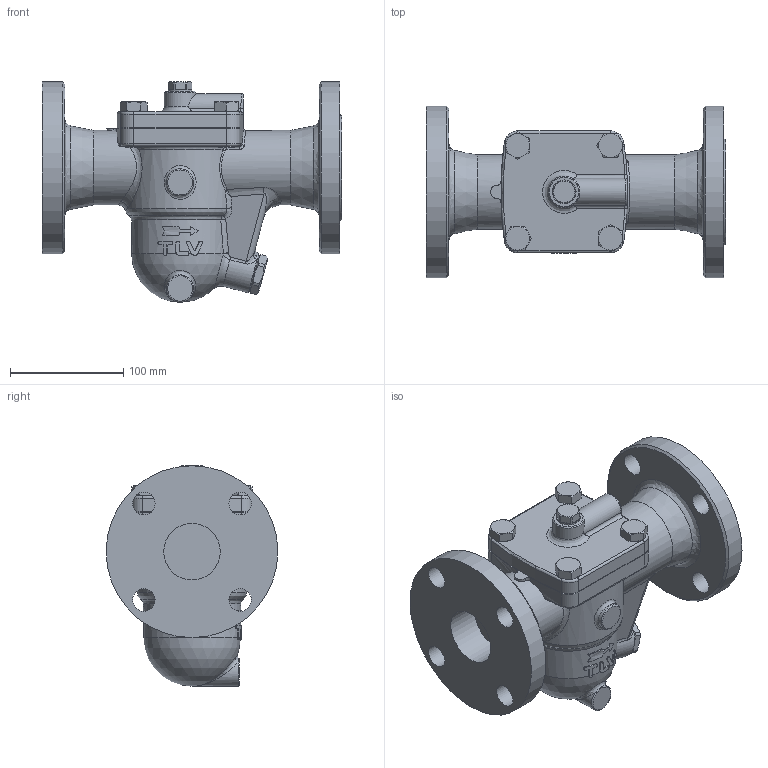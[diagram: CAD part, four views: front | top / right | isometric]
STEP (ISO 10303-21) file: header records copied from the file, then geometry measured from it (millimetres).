
FILE_DESCRIPTION((''),'2;1');
FILE_NAME('j5x00-050-a0150-00.stp','2010-10-01T09:32:09',('nakaot'),(''),'Autodesk Inventor 2008','Autodesk Inventor 2008','');
FILE_SCHEMA(('AUTOMOTIVE_DESIGN { 1 0 10303 214 1 1 1 1 }'));
Length unit declared in the file: millimetre
Products named in the file (1): j5x00-050-a0150-00
Bounding box: 265 x 152 x 195 mm (x, y, z)
Volume: 2327200.4 mm3; surface area: 212185.6 mm2
Topology: 1 solids, 1 shells, 332 faces, 821 edges, 502 vertices
Faces by surface type: plane 96, bspline 88, cylinder 68, cone 62, torus 17, sphere 1
Full cylindrical faces by diameter (mm): 14 x8, 20 x4, 21 x1, 24 x1, 28 x1, 50 x1, 66 x2, 77 x1, 152 x1
Entity records: 21392 total; most frequent: CARTESIAN_POINT 14567, ORIENTED_EDGE 1488, DIRECTION 1278, EDGE_CURVE 744, AXIS2_PLACEMENT_3D 566, VERTEX_POINT 476, EDGE_LOOP 418, FACE_OUTER_BOUND 332
